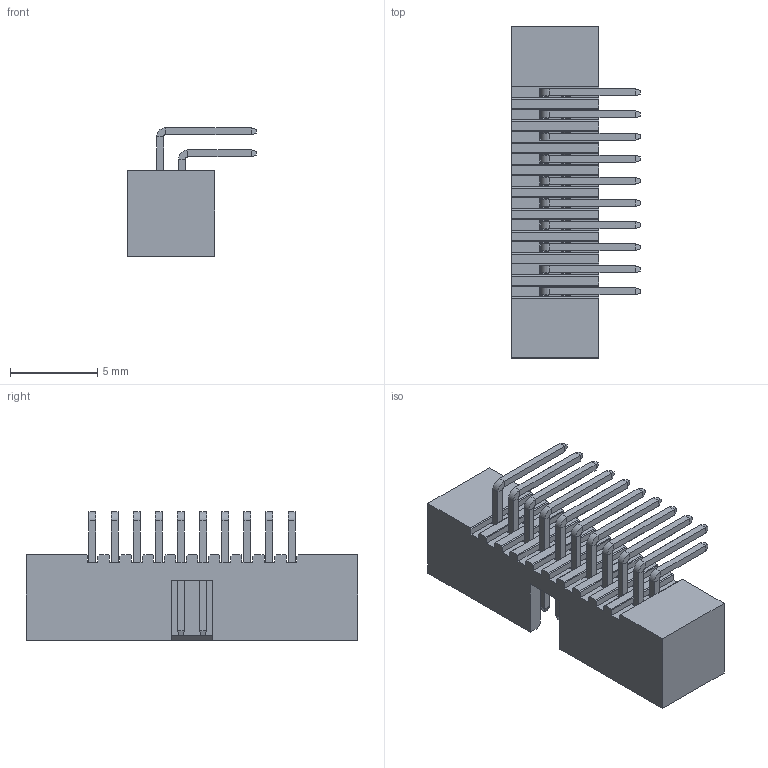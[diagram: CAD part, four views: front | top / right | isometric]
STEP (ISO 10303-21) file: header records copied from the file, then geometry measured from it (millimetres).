
FILE_DESCRIPTION((''),'2;1');
FILE_NAME('2195R-20_ASM','2020-12-10T09:20:27',('Jamie'),(''),'CREO PARAMETRIC BY PTC INC, 2018050','CREO PARAMETRIC BY PTC INC, 2018050','');
FILE_SCHEMA(('CONFIG_CONTROL_DESIGN'));
Length unit declared in the file: millimetre
Products named in the file (4): 801-2195R-20; 802-2195R-XXG-L; 802-2195R-XXG; 2195R-20_ASM
Assembly tree (21 placements, depth 2):
  2195R-20_ASM
    801-2195R-20
    802-2195R-XXG-L  x10
    802-2195R-XXG  x10
Bounding box: 7.4 x 19.05 x 7.37 mm (x, y, z)
Volume: 274.9 mm3; surface area: 962 mm2
Topology: 21 solids, 21 shells, 679 faces, 1507 edges, 870 vertices
Faces by surface type: plane 639, cylinder 40
Entity records: 8501 total; most frequent: CARTESIAN_POINT 1461, ORIENTED_EDGE 1430, DIRECTION 1339, EDGE_CURVE 715, VECTOR 707, LINE 707, VERTEX_POINT 438, EDGE_LOOP 323
